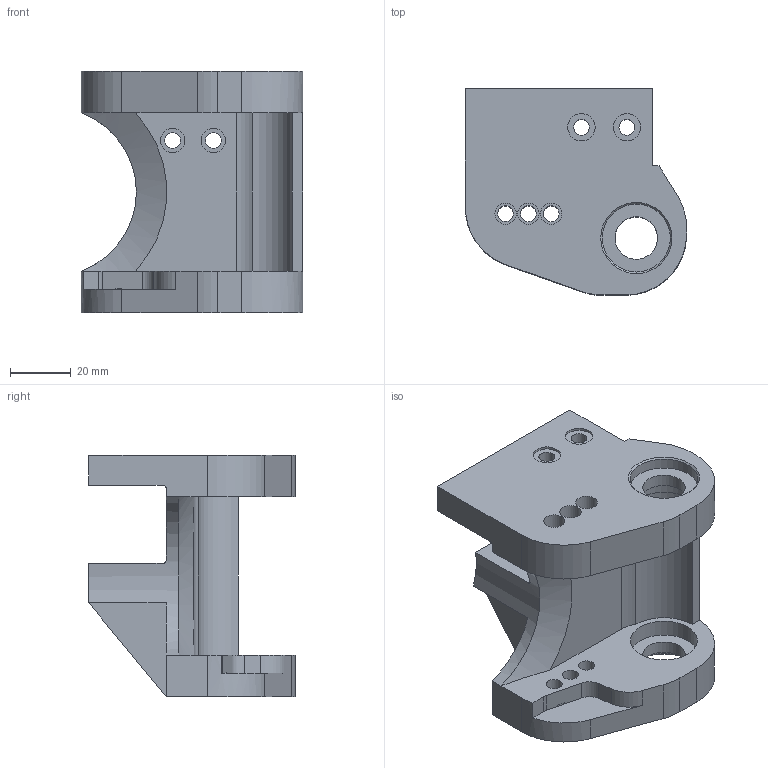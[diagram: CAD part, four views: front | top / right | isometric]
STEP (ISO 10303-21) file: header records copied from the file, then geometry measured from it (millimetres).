
FILE_DESCRIPTION(/* description */ (''),/* implementation_level */ '2;1');
FILE_NAME(/* name */ 'swingarmBaseV4.stp',/* time_stamp */ '2024-12-11T22:37:21-05:00',/* author */ ('derm'),/* organization */ (''),/* preprocessor_version */ 'ST-DEVELOPER v20',/* originating_system */ 'Autodesk Inventor 2025',/* authorisation */ '');
FILE_SCHEMA (('AUTOMOTIVE_DESIGN { 1 0 10303 214 3 1 1 }'));
Length unit declared in the file: millimetre
Products named in the file (1): swingarmBaseV4
Bounding box: 72.76 x 67.86 x 79.27 mm (x, y, z)
Volume: 119474.5 mm3; surface area: 32645.4 mm2
Topology: 1 solids, 1 shells, 94 faces, 234 edges, 156 vertices
Faces by surface type: plane 47, cylinder 44, cone 3
Full cylindrical faces by diameter (mm): 5.2 x12, 7 x3, 8 x2, 9 x4, 14 x2, 22 x2, 22.375 x2
Entity records: 2968 total; most frequent: CARTESIAN_POINT 524, DIRECTION 518, ORIENTED_EDGE 468, EDGE_CURVE 234, AXIS2_PLACEMENT_3D 194, VERTEX_POINT 154, EDGE_LOOP 134, LINE 130
